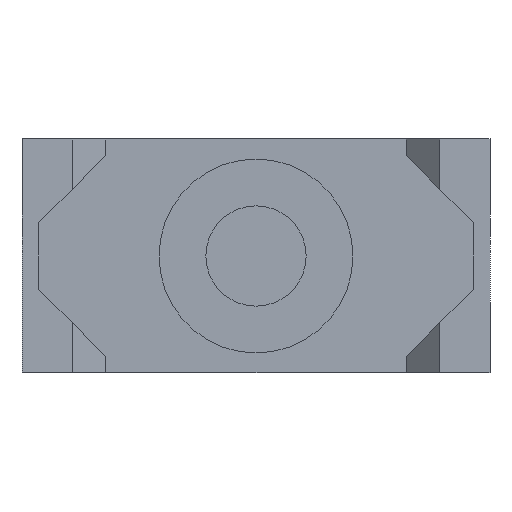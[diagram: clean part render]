
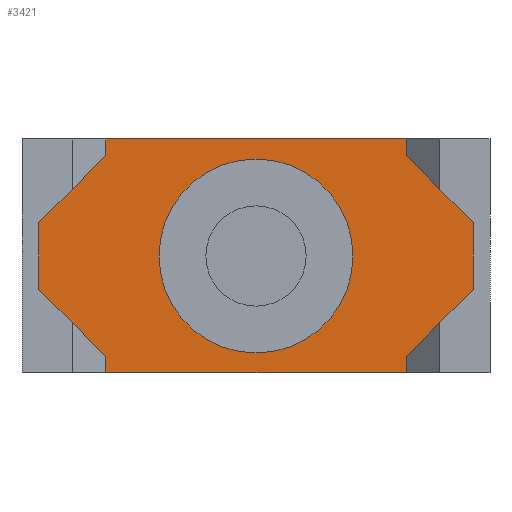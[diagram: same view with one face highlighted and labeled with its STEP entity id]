
A CAD part, front view. The second image highlights one B-rep face of the part: STEP entity #3421.
In plain terms, the highlighted planar face has unit normal (0, -1, 0).
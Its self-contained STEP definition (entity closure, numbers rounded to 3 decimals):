
#157 = EDGE_CURVE ( 'NONE', #1555, #5243, #1762, .T. ) ;
#219 = EDGE_CURVE ( 'NONE', #3699, #602, #4750, .T. ) ;
#276 = DIRECTION ( 'NONE',  ( 0., 1., 0. ) ) ;
#349 = CARTESIAN_POINT ( 'NONE',  ( 6.5, -58., 4.5 ) ) ;
#388 = CARTESIAN_POINT ( 'NONE',  ( 4.5, -58., 10. ) ) ;
#505 = EDGE_CURVE ( 'NONE', #3699, #4441, #3982, .T. ) ;
#535 = ORIENTED_EDGE ( 'NONE', *, *, #898, .T. ) ;
#602 = VERTEX_POINT ( 'NONE', #832 ) ;
#633 = LINE ( 'NONE', #3879, #6154 ) ;
#636 = VECTOR ( 'NONE', #662, 1000. ) ;
#662 = DIRECTION ( 'NONE',  ( -0.707, 0., -0.707 ) ) ;
#675 = LINE ( 'NONE', #1225, #4671 ) ;
#713 = DIRECTION ( 'NONE',  ( 0., 0., 1. ) ) ;
#770 = EDGE_LOOP ( 'NONE', ( #4288, #2231 ) ) ;
#832 = CARTESIAN_POINT ( 'NONE',  ( 4.5, -58., 0. ) ) ;
#898 = EDGE_CURVE ( 'NONE', #1057, #602, #6576, .T. ) ;
#905 = CARTESIAN_POINT ( 'NONE',  ( -4.5, -58., 7. ) ) ;
#953 = ORIENTED_EDGE ( 'NONE', *, *, #3138, .F. ) ;
#958 = VECTOR ( 'NONE', #4766, 1000. ) ;
#1001 = DIRECTION ( 'NONE',  ( 0., 0., -1. ) ) ;
#1057 = VERTEX_POINT ( 'NONE', #5372 ) ;
#1103 = DIRECTION ( 'NONE',  ( 0., 0., -1. ) ) ;
#1122 = VECTOR ( 'NONE', #3892, 1000. ) ;
#1134 = CARTESIAN_POINT ( 'NONE',  ( 0., -58., 3.5 ) ) ;
#1143 = EDGE_CURVE ( 'NONE', #3413, #5201, #6074, .T. ) ;
#1165 = ORIENTED_EDGE ( 'NONE', *, *, #5089, .T. ) ;
#1181 = CARTESIAN_POINT ( 'NONE',  ( -4.5, -58., 6.5 ) ) ;
#1225 = CARTESIAN_POINT ( 'NONE',  ( 4.5, -58., 10. ) ) ;
#1448 = DIRECTION ( 'NONE',  ( 0., 0., -1. ) ) ;
#1535 = EDGE_CURVE ( 'NONE', #5819, #1555, #4457, .T. ) ;
#1555 = VERTEX_POINT ( 'NONE', #5946 ) ;
#1718 = ORIENTED_EDGE ( 'NONE', *, *, #2706, .F. ) ;
#1739 = VECTOR ( 'NONE', #5167, 1000. ) ;
#1762 = LINE ( 'NONE', #3929, #1122 ) ;
#1894 = EDGE_CURVE ( 'NONE', #5243, #5488, #4483, .T. ) ;
#1990 = ORIENTED_EDGE ( 'NONE', *, *, #219, .F. ) ;
#2047 = CARTESIAN_POINT ( 'NONE',  ( 0., -58., 7. ) ) ;
#2059 = ORIENTED_EDGE ( 'NONE', *, *, #2141, .T. ) ;
#2109 = AXIS2_PLACEMENT_3D ( 'NONE', #1134, #2752, #1103 ) ;
#2141 = EDGE_CURVE ( 'NONE', #5488, #1057, #6321, .T. ) ;
#2178 = DIRECTION ( 'NONE',  ( 0., 0., -1. ) ) ;
#2217 = ORIENTED_EDGE ( 'NONE', *, *, #6811, .T. ) ;
#2231 = ORIENTED_EDGE ( 'NONE', *, *, #3812, .F. ) ;
#2297 = FACE_BOUND ( 'NONE', #770, .T. ) ;
#2303 = CARTESIAN_POINT ( 'NONE',  ( 4.5, -58., 6.5 ) ) ;
#2342 = EDGE_LOOP ( 'NONE', ( #1990, #3312, #5948, #2217, #1718, #953, #1165, #6536, #5529, #6810, #2059, #535 ) ) ;
#2402 = CIRCLE ( 'NONE', #6393, 2.9 ) ;
#2428 = CARTESIAN_POINT ( 'NONE',  ( -4.5, -58., 10. ) ) ;
#2473 = CARTESIAN_POINT ( 'NONE',  ( -4.5, -58., 10. ) ) ;
#2541 = VECTOR ( 'NONE', #4954, 1000. ) ;
#2706 = EDGE_CURVE ( 'NONE', #3482, #4969, #675, .T. ) ;
#2752 = DIRECTION ( 'NONE',  ( 0., -1., 0. ) ) ;
#2919 = FACE_OUTER_BOUND ( 'NONE', #2342, .T. ) ;
#2957 = VERTEX_POINT ( 'NONE', #5635 ) ;
#3042 = CARTESIAN_POINT ( 'NONE',  ( -4.5, -58., 10. ) ) ;
#3138 = EDGE_CURVE ( 'NONE', #4010, #3482, #6958, .T. ) ;
#3170 = DIRECTION ( 'NONE',  ( 0., -1., 0. ) ) ;
#3312 = ORIENTED_EDGE ( 'NONE', *, *, #505, .T. ) ;
#3413 = VERTEX_POINT ( 'NONE', #6731 ) ;
#3421 = ADVANCED_FACE ( 'NONE', ( #2297, #2919 ), #5129, .F. ) ;
#3482 = VERTEX_POINT ( 'NONE', #5285 ) ;
#3559 = VECTOR ( 'NONE', #6607, 1000. ) ;
#3699 = VERTEX_POINT ( 'NONE', #4210 ) ;
#3812 = EDGE_CURVE ( 'NONE', #5201, #3413, #2402, .T. ) ;
#3879 = CARTESIAN_POINT ( 'NONE',  ( 6.5, -58., 4.5 ) ) ;
#3892 = DIRECTION ( 'NONE',  ( 0., 0., -1. ) ) ;
#3922 = CARTESIAN_POINT ( 'NONE',  ( -6.5, -58., 2.5 ) ) ;
#3929 = CARTESIAN_POINT ( 'NONE',  ( -6.5, -58., 2.5 ) ) ;
#3982 = LINE ( 'NONE', #6084, #2541 ) ;
#3992 = EDGE_CURVE ( 'NONE', #4441, #2957, #633, .T. ) ;
#4005 = CARTESIAN_POINT ( 'NONE',  ( -4.5, -58., 0.5 ) ) ;
#4010 = VERTEX_POINT ( 'NONE', #905 ) ;
#4134 = CARTESIAN_POINT ( 'NONE',  ( 6.5, -58., 2.5 ) ) ;
#4210 = CARTESIAN_POINT ( 'NONE',  ( 4.5, -58., 0.5 ) ) ;
#4288 = ORIENTED_EDGE ( 'NONE', *, *, #1143, .F. ) ;
#4344 = CARTESIAN_POINT ( 'NONE',  ( -4.5, -58., 6.5 ) ) ;
#4357 = AXIS2_PLACEMENT_3D ( 'NONE', #2428, #276, #713 ) ;
#4441 = VERTEX_POINT ( 'NONE', #4134 ) ;
#4457 = LINE ( 'NONE', #1181, #636 ) ;
#4483 = LINE ( 'NONE', #4005, #6442 ) ;
#4671 = VECTOR ( 'NONE', #6588, 1000. ) ;
#4750 = LINE ( 'NONE', #388, #5433 ) ;
#4766 = DIRECTION ( 'NONE',  ( 1., 0., 0. ) ) ;
#4836 = CARTESIAN_POINT ( 'NONE',  ( 0., -58., 6.4 ) ) ;
#4900 = VECTOR ( 'NONE', #1448, 1000. ) ;
#4954 = DIRECTION ( 'NONE',  ( 0.707, 0., 0.707 ) ) ;
#4969 = VERTEX_POINT ( 'NONE', #2303 ) ;
#5089 = EDGE_CURVE ( 'NONE', #4010, #5819, #5747, .T. ) ;
#5129 = PLANE ( 'NONE',  #4357 ) ;
#5167 = DIRECTION ( 'NONE',  ( -0.707, 0., 0.707 ) ) ;
#5201 = VERTEX_POINT ( 'NONE', #4836 ) ;
#5243 = VERTEX_POINT ( 'NONE', #3922 ) ;
#5285 = CARTESIAN_POINT ( 'NONE',  ( 4.5, -58., 7. ) ) ;
#5372 = CARTESIAN_POINT ( 'NONE',  ( -4.5, -58., 0. ) ) ;
#5433 = VECTOR ( 'NONE', #6910, 1000. ) ;
#5488 = VERTEX_POINT ( 'NONE', #6977 ) ;
#5513 = CARTESIAN_POINT ( 'NONE',  ( -4.5, -58., 0. ) ) ;
#5529 = ORIENTED_EDGE ( 'NONE', *, *, #157, .T. ) ;
#5571 = DIRECTION ( 'NONE',  ( 0.707, 0., -0.707 ) ) ;
#5635 = CARTESIAN_POINT ( 'NONE',  ( 6.5, -58., 4.5 ) ) ;
#5747 = LINE ( 'NONE', #2473, #6223 ) ;
#5819 = VERTEX_POINT ( 'NONE', #4344 ) ;
#5946 = CARTESIAN_POINT ( 'NONE',  ( -6.5, -58., 4.5 ) ) ;
#5948 = ORIENTED_EDGE ( 'NONE', *, *, #3992, .T. ) ;
#6048 = DIRECTION ( 'NONE',  ( 0., 0., 1. ) ) ;
#6074 = CIRCLE ( 'NONE', #2109, 2.9 ) ;
#6084 = CARTESIAN_POINT ( 'NONE',  ( 6.5, -58., 2.5 ) ) ;
#6154 = VECTOR ( 'NONE', #6048, 1000. ) ;
#6165 = LINE ( 'NONE', #349, #1739 ) ;
#6223 = VECTOR ( 'NONE', #1001, 1000. ) ;
#6321 = LINE ( 'NONE', #3042, #4900 ) ;
#6393 = AXIS2_PLACEMENT_3D ( 'NONE', #7014, #3170, #2178 ) ;
#6442 = VECTOR ( 'NONE', #5571, 1000. ) ;
#6536 = ORIENTED_EDGE ( 'NONE', *, *, #1535, .T. ) ;
#6576 = LINE ( 'NONE', #5513, #3559 ) ;
#6588 = DIRECTION ( 'NONE',  ( 0., 0., -1. ) ) ;
#6607 = DIRECTION ( 'NONE',  ( 1., 0., 0. ) ) ;
#6731 = CARTESIAN_POINT ( 'NONE',  ( 0., -58., 0.6 ) ) ;
#6810 = ORIENTED_EDGE ( 'NONE', *, *, #1894, .T. ) ;
#6811 = EDGE_CURVE ( 'NONE', #2957, #4969, #6165, .T. ) ;
#6910 = DIRECTION ( 'NONE',  ( 0., 0., -1. ) ) ;
#6958 = LINE ( 'NONE', #2047, #958 ) ;
#6977 = CARTESIAN_POINT ( 'NONE',  ( -4.5, -58., 0.5 ) ) ;
#7014 = CARTESIAN_POINT ( 'NONE',  ( 0., -58., 3.5 ) ) ;
